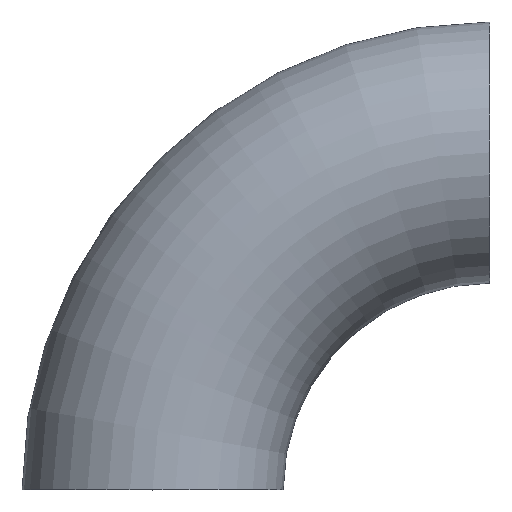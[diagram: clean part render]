
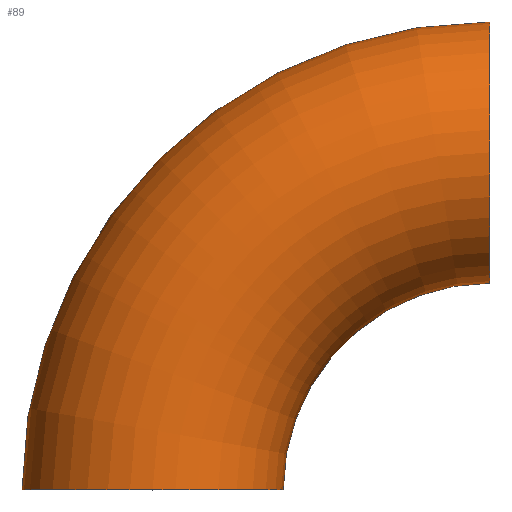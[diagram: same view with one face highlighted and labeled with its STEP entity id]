
A CAD part, top view. The second image highlights one B-rep face of the part: STEP entity #89.
In plain terms, the highlighted toroidal (fillet/blend) face has major radius 27.5 mm and minor radius 10.65 mm.
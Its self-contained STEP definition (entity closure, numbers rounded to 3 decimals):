
#3 = CARTESIAN_POINT ( 'NONE',  ( -10.65, 0., 0. ) ) ;
#17 = VERTEX_POINT ( 'NONE', #173 ) ;
#41 = AXIS2_PLACEMENT_3D ( 'NONE', #218, #107, #234 ) ;
#43 = VERTEX_POINT ( 'NONE', #44 ) ;
#44 = CARTESIAN_POINT ( 'NONE',  ( 27.5, 16.85, 0. ) ) ;
#47 = DIRECTION ( 'NONE',  ( 1., 0., 0. ) ) ;
#48 = CIRCLE ( 'NONE', #101, 10.65 ) ;
#70 = DIRECTION ( 'NONE',  ( 0., 0., 1. ) ) ;
#88 = VERTEX_POINT ( 'NONE', #229 ) ;
#89 = ADVANCED_FACE ( 'NONE', ( #96 ), #117, .T. ) ;
#90 = DIRECTION ( 'NONE',  ( 0., 0., 1. ) ) ;
#91 = DIRECTION ( 'NONE',  ( 1., 0., 0. ) ) ;
#92 = ORIENTED_EDGE ( 'NONE', *, *, #227, .F. ) ;
#96 = FACE_OUTER_BOUND ( 'NONE', #252, .T. ) ;
#101 = AXIS2_PLACEMENT_3D ( 'NONE', #143, #91, #70 ) ;
#103 = VERTEX_POINT ( 'NONE', #3 ) ;
#104 = DIRECTION ( 'NONE',  ( 1., 0., 0. ) ) ;
#105 = DIRECTION ( 'NONE',  ( 0., 0., 1. ) ) ;
#107 = DIRECTION ( 'NONE',  ( 0., 0., 1. ) ) ;
#117 = TOROIDAL_SURFACE ( 'NONE', #213, 27.5, 10.65 ) ;
#131 = ORIENTED_EDGE ( 'NONE', *, *, #217, .F. ) ;
#137 = ORIENTED_EDGE ( 'NONE', *, *, #150, .T. ) ;
#138 = AXIS2_PLACEMENT_3D ( 'NONE', #233, #220, #179 ) ;
#143 = CARTESIAN_POINT ( 'NONE',  ( 27.5, 27.5, 0. ) ) ;
#150 = EDGE_CURVE ( 'NONE', #103, #17, #209, .T. ) ;
#171 = ORIENTED_EDGE ( 'NONE', *, *, #241, .T. ) ;
#173 = CARTESIAN_POINT ( 'NONE',  ( 10.65, 0., 0. ) ) ;
#179 = DIRECTION ( 'NONE',  ( 0., 0., 1. ) ) ;
#187 = AXIS2_PLACEMENT_3D ( 'NONE', #216, #90, #104 ) ;
#209 = CIRCLE ( 'NONE', #138, 10.65 ) ;
#212 = CIRCLE ( 'NONE', #187, 16.85 ) ;
#213 = AXIS2_PLACEMENT_3D ( 'NONE', #226, #105, #47 ) ;
#216 = CARTESIAN_POINT ( 'NONE',  ( 27.5, 0., 0. ) ) ;
#217 = EDGE_CURVE ( 'NONE', #43, #17, #212, .T. ) ;
#218 = CARTESIAN_POINT ( 'NONE',  ( 27.5, 0., 0. ) ) ;
#220 = DIRECTION ( 'NONE',  ( 0., 1., 0. ) ) ;
#225 = CIRCLE ( 'NONE', #41, 38.15 ) ;
#226 = CARTESIAN_POINT ( 'NONE',  ( 27.5, 0., 0. ) ) ;
#227 = EDGE_CURVE ( 'NONE', #88, #43, #48, .T. ) ;
#229 = CARTESIAN_POINT ( 'NONE',  ( 27.5, 38.15, 0. ) ) ;
#233 = CARTESIAN_POINT ( 'NONE',  ( 0., 0., 0. ) ) ;
#234 = DIRECTION ( 'NONE',  ( 1., 0., 0. ) ) ;
#241 = EDGE_CURVE ( 'NONE', #88, #103, #225, .T. ) ;
#252 = EDGE_LOOP ( 'NONE', ( #92, #171, #137, #131 ) ) ;
